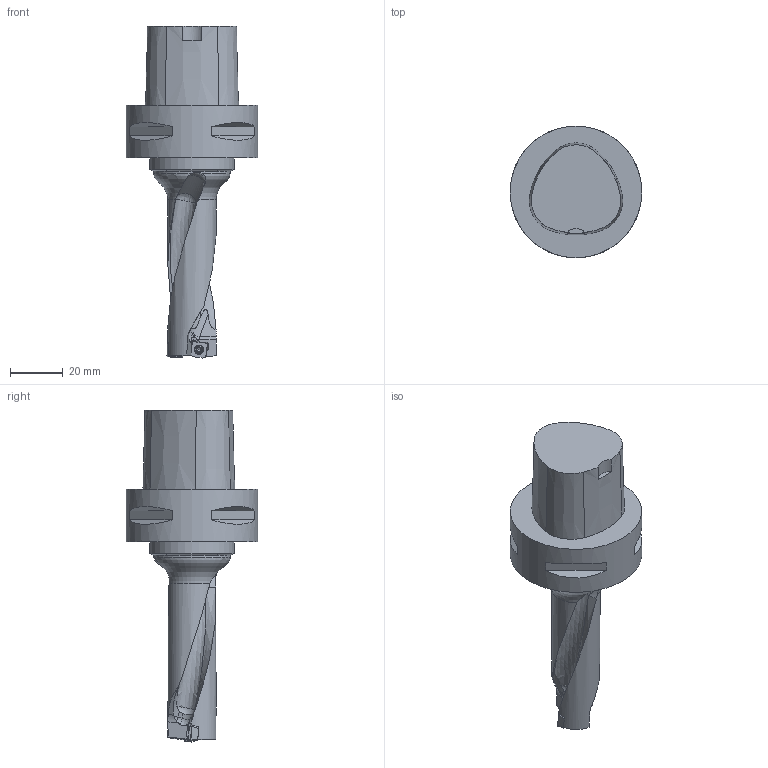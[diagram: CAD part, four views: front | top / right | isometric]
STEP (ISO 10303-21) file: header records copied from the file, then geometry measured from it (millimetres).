
FILE_DESCRIPTION(/* description */ (''),/* implementation_level */ '2;1');
FILE_NAME(/* name */ 'toolassembly_1.stp',/* time_stamp */ '2020-07-08T12:27:37+02:00',/* author */ (''),/* organization */ ('SMS'),/* preprocessor_version */ 'ST-DEVELOPER v16.7',/* originating_system */ 'SIEMENS PLM Software NX 12.0',/* authorisation */ '');
FILE_SCHEMA (('AUTOMOTIVE_DESIGN { 1 0 10303 214 3 1 1 1 }'));
Length unit declared in the file: millimetre
Products named in the file (5): CUT_20200708122411; CUT_20200708122408; NOCUT_20200708122359; ASSEMBLY_CONSTRUCTION; TOOLASSEMBLY_1
Assembly tree (4 placements, depth 2):
  TOOLASSEMBLY_1
    ASSEMBLY_CONSTRUCTION
    NOCUT_20200708122359
    CUT_20200708122408
    CUT_20200708122411
Bounding box: 50 x 50 x 126.03 mm (x, y, z)
Volume: 81719.8 mm3; surface area: 16326.8 mm2
Topology: 3 solids, 4 shells, 257 faces, 681 edges, 442 vertices
Faces by surface type: plane 104, cylinder 52, cone 28, bspline 24, extrusion 24, torus 13, sphere 10, revolution 2
Full cylindrical faces by diameter (mm): 2.2 x2, 2.5 x2, 3.1 x2, 29 x1, 32 x1, 50 x1
Entity records: 11240 total; most frequent: CARTESIAN_POINT 5073, ORIENTED_EDGE 1248, DIRECTION 1184, EDGE_CURVE 624, AXIS2_PLACEMENT_3D 464, VERTEX_POINT 417, EDGE_LOOP 303, ADVANCED_FACE 257
